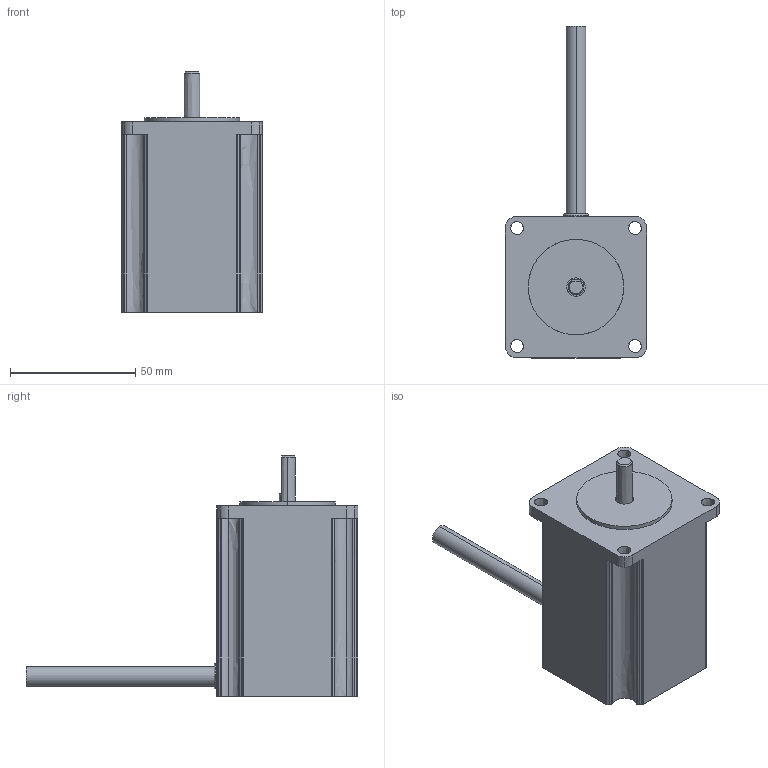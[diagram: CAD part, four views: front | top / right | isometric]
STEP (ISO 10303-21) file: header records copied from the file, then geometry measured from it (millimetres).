
FILE_DESCRIPTION (( 'STEP AP214' ), '1' );
FILE_NAME ('STP-MTRAC-23078 from HT23-554-CAA New r1.STEP', '2019-08-20T16:30:49', ( '' ), ( '' ), 'SwSTEP 2.0', 'SolidWorks 2017', '' );
FILE_SCHEMA (( 'AUTOMOTIVE_DESIGN' ));
Length unit declared in the file: inch
Products named in the file (1): STP-MTRAC-23078 from HT23-554-CAA New r1
Bounding box: 56.4 x 132.6 x 96 mm (x, y, z)
Volume: 223398.5 mm3; surface area: 25763.2 mm2
Topology: 2 solids, 2 shells, 108 faces, 285 edges, 188 vertices
Faces by surface type: bspline 85, plane 21, cylinder 2
Entity records: 8304 total; most frequent: CARTESIAN_POINT 6191, ORIENTED_EDGE 570, EDGE_CURVE 285, B_SPLINE_CURVE_WITH_KNOTS 191, VERTEX_POINT 188, DIRECTION 146, EDGE_LOOP 123, ADVANCED_FACE 108
